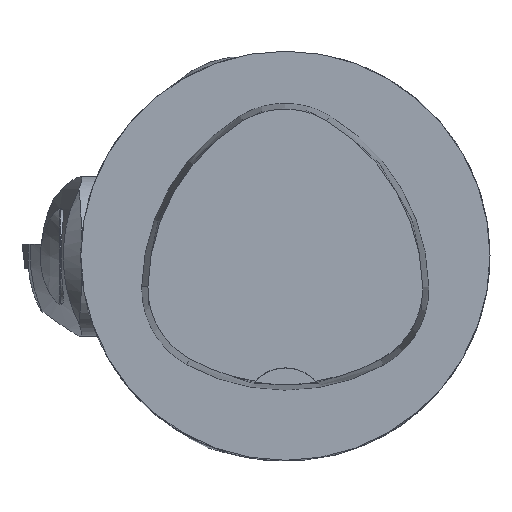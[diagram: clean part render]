
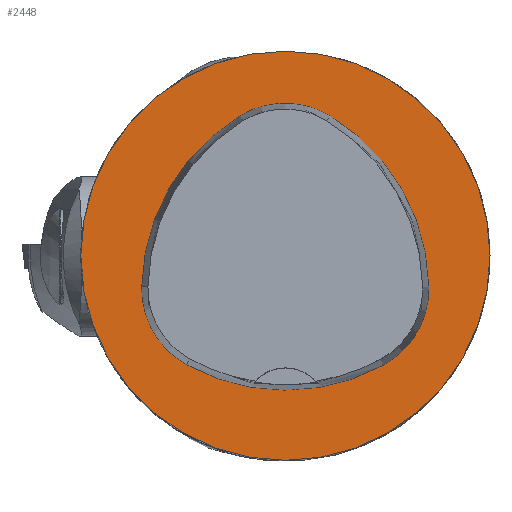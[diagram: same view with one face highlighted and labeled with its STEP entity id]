
A CAD part, top view. The second image highlights one B-rep face of the part: STEP entity #2448.
In plain terms, the highlighted planar face has unit normal (0, 0, 1).
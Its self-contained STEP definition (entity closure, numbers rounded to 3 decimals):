
#1762=PLANE('',#8024);
#2448=ADVANCED_FACE('',(#2913,#2914),#1762,.T.);
#2913=FACE_BOUND('',#3036,.T.);
#2914=FACE_BOUND('',#3037,.T.);
#3036=EDGE_LOOP('',(#3800,#3801,#3802,#3803,#3804,#3805));
#3037=EDGE_LOOP('',(#3806));
#3800=ORIENTED_EDGE('',*,*,#6766,.T.);
#3801=ORIENTED_EDGE('',*,*,#6746,.T.);
#3802=ORIENTED_EDGE('',*,*,#6750,.T.);
#3803=ORIENTED_EDGE('',*,*,#6753,.T.);
#3804=ORIENTED_EDGE('',*,*,#6756,.T.);
#3805=ORIENTED_EDGE('',*,*,#6764,.T.);
#3806=ORIENTED_EDGE('',*,*,#6490,.F.);
#5732=VERTEX_POINT('',#10748);
#5983=VERTEX_POINT('',#11343);
#5984=VERTEX_POINT('',#11344);
#5987=VERTEX_POINT('',#11352);
#5989=VERTEX_POINT('',#11358);
#5991=VERTEX_POINT('',#11364);
#5998=VERTEX_POINT('',#11385);
#6490=EDGE_CURVE('',#5732,#5732,#7593,.T.);
#6746=EDGE_CURVE('',#5983,#5984,#7658,.T.);
#6750=EDGE_CURVE('',#5984,#5987,#7660,.T.);
#6753=EDGE_CURVE('',#5987,#5989,#7662,.T.);
#6756=EDGE_CURVE('',#5989,#5991,#7664,.T.);
#6764=EDGE_CURVE('',#5991,#5998,#7668,.T.);
#6766=EDGE_CURVE('',#5998,#5983,#7670,.T.);
#7593=CIRCLE('',#7910,20.);
#7658=CIRCLE('',#8002,20.);
#7660=CIRCLE('',#8005,8.5);
#7662=CIRCLE('',#8008,20.);
#7664=CIRCLE('',#8011,8.5);
#7668=CIRCLE('',#8016,20.);
#7670=CIRCLE('',#8019,8.5);
#7910=AXIS2_PLACEMENT_3D('',#10747,#8624,#8625);
#8002=AXIS2_PLACEMENT_3D('',#11342,#8976,#8977);
#8005=AXIS2_PLACEMENT_3D('',#11351,#8984,#8985);
#8008=AXIS2_PLACEMENT_3D('',#11357,#8991,#8992);
#8011=AXIS2_PLACEMENT_3D('',#11363,#8998,#8999);
#8016=AXIS2_PLACEMENT_3D('',#11386,#9010,#9011);
#8019=AXIS2_PLACEMENT_3D('',#11389,#9016,#9017);
#8024=AXIS2_PLACEMENT_3D('',#11394,#9026,#9027);
#8624=DIRECTION('',(0.,0.,-1.));
#8625=DIRECTION('',(-1.,0.,0.));
#8976=DIRECTION('',(0.,0.,-1.));
#8977=DIRECTION('',(-1.,0.,0.));
#8984=DIRECTION('',(0.,0.,-1.));
#8985=DIRECTION('',(-1.,0.,0.));
#8991=DIRECTION('',(0.,0.,-1.));
#8992=DIRECTION('',(-1.,0.,0.));
#8998=DIRECTION('',(0.,0.,-1.));
#8999=DIRECTION('',(-1.,0.,0.));
#9010=DIRECTION('',(0.,0.,-1.));
#9011=DIRECTION('',(-1.,0.,0.));
#9016=DIRECTION('',(0.,0.,-1.));
#9017=DIRECTION('',(-1.,0.,0.));
#9026=DIRECTION('',(0.,0.,1.));
#9027=DIRECTION('',(1.,0.,0.));
#10747=CARTESIAN_POINT('',(0.,0.,0.));
#10748=CARTESIAN_POINT('',(-20.,0.,0.));
#11342=CARTESIAN_POINT('',(5.955,-3.414,0.));
#11343=CARTESIAN_POINT('',(-14.041,-3.042,0.));
#11344=CARTESIAN_POINT('',(-4.472,13.653,0.));
#11351=CARTESIAN_POINT('',(-0.04,6.4,0.));
#11352=CARTESIAN_POINT('',(4.347,13.68,0.));
#11357=CARTESIAN_POINT('',(-5.976,-3.45,0.));
#11358=CARTESIAN_POINT('',(14.021,-3.075,0.));
#11363=CARTESIAN_POINT('',(5.522,-3.235,0.));
#11364=CARTESIAN_POINT('',(9.588,-10.699,0.));
#11385=CARTESIAN_POINT('',(-9.655,-10.639,0.));
#11386=CARTESIAN_POINT('',(0.022,6.864,0.));
#11389=CARTESIAN_POINT('',(-5.543,-3.2,0.));
#11394=CARTESIAN_POINT('',(0.,0.,0.));
